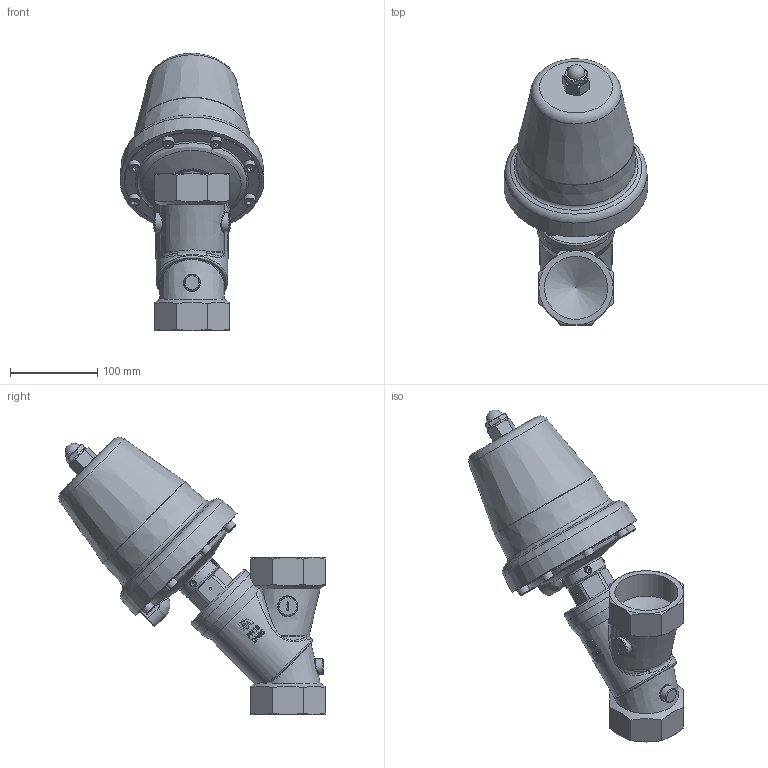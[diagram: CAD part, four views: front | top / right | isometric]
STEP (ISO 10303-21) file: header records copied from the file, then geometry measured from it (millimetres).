
FILE_DESCRIPTION(/* description */ ('DG2D1212065'),/* implementation_level */ '2;1');
FILE_NAME(/* name */ 'DG2D1223065_OS.stp',/* time_stamp */ '2022-01-27T09:25:51+01:00',/* author */ ('hois'),/* organization */ (''),/* preprocessor_version */ 'ST-DEVELOPER v18.1',/* originating_system */ 'Autodesk Inventor 2020',/* authorisation */ '');
FILE_SCHEMA (('AUTOMOTIVE_DESIGN { 1 0 10303 214 3 1 1 }'));
Length unit declared in the file: millimetre
Products named in the file (9): DG2D1213065; GGS0065.29.001-GM; ETG0065.15.0091; DER1650.10.0012; SZY1250.27.0012; DIN 912 - M8 x 25; DIN 913 - M8 x 12; ADK0015.07.0013; MUV0015.08.0013
Assembly tree (18 placements, depth 2):
  DG2D1213065
    GGS0065.29.001-GM
    ETG0065.15.0091
    DER1650.10.0012
    SZY1250.27.0012
    DIN 912 - M8 x 25  x8
    DIN 913 - M8 x 12  x4
    ADK0015.07.0013
    MUV0015.08.0013
Bounding box: 164.84 x 304.57 x 317.55 mm (x, y, z)
Volume: 1586136.8 mm3; surface area: 355052 mm2
Topology: 18 solids, 18 shells, 764 faces, 2078 edges, 1409 vertices
Faces by surface type: plane 382, bspline 142, cylinder 119, cone 86, torus 27, sphere 8
Full cylindrical faces by diameter (mm): 3 x1, 4 x1, 6.647 x12, 8 x12, 8.5 x8, 11.445 x1, 13 x8, 15 x2, 15.5 x1, 18 x1, 18.5 x1, 18.631 x2, 18.663 x2, 19.46 x1, 20 x1, 20.96 x2, 22 x2, 27 x1, 29 x1, 30 x1, 31.376 x1, 40 x1, 52 x1, 64 x1, 72 x1, 72.226 x3, 75.18 x1, 75.3 x1, 76.5 x1, 77 x1
Entity records: 25304 total; most frequent: CARTESIAN_POINT 9443, ORIENTED_EDGE 3428, DIRECTION 3005, EDGE_CURVE 1714, AXIS2_PLACEMENT_3D 1192, VERTEX_POINT 1169, EDGE_LOOP 735, FACE_OUTER_BOUND 630
